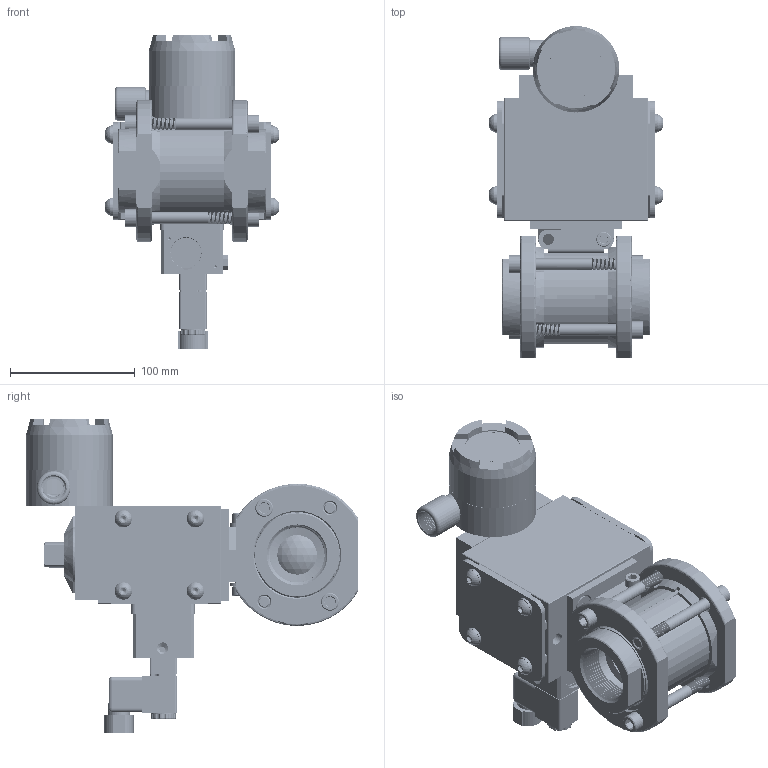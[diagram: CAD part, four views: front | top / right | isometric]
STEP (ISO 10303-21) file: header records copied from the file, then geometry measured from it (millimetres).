
FILE_DESCRIPTION (( 'STEP AP203' ), '1' );
FILE_NAME ('22XXSESA522DGPDCLS.step', '2018-04-12T12:39:54', ( '' ), ( '' ), 'SwSTEP 2.0', 'SolidWorks 2017', '' );
FILE_SCHEMA (( 'CONFIG_CONTROL_DESIGN' ));
Products named in the file (1): 22XXSESA522DGPDCLS
Bounding box: 139.51 x 266.2 x 252.17 mm (x, y, z)
Volume: 1466611.9 mm3; surface area: 476221.6 mm2
Topology: 68 solids, 68 shells, 3884 faces, 9951 edges, 6248 vertices
Faces by surface type: cylinder 1800, plane 985, cone 780, bspline 161, torus 136, sphere 22
Entity records: 202190 total; most frequent: CARTESIAN_POINT 111922, ORIENTED_EDGE 19650, DIRECTION 18364, EDGE_CURVE 9825, AXIS2_PLACEMENT_3D 7081, VERTEX_POINT 6246, EDGE_LOOP 4271, VECTOR 4202
